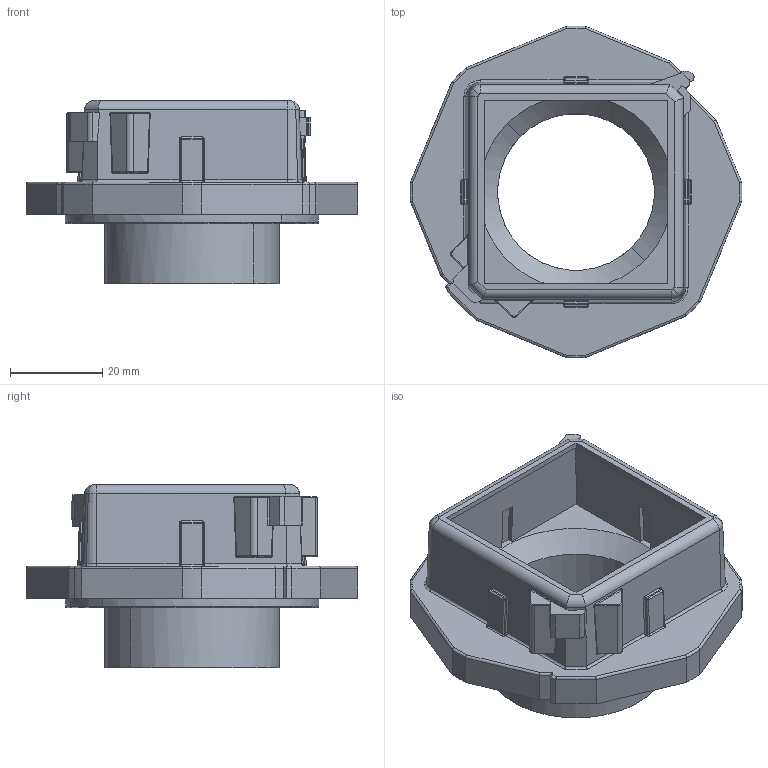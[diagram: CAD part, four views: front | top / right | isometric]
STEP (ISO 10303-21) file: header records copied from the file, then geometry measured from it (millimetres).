
FILE_DESCRIPTION(('CATIA V5 STEP Exchange','CAx-IF Rec.Pracs.--- Model Styling and Organization---1.4--- 2014-01-23'),'2;1');
FILE_NAME ('D1463366_0', '2019-02-06T10:56:59+00:00', ('none'), ('Weidmueller'), 'CATIA Version 5-6 Release 2016 SP3 HF44', 'CATIA V5 STEP AP214', 'none');
FILE_SCHEMA(('AUTOMOTIVE_DESIGN { 1 0 10303 214 1 1 1 1 }'));
Length unit declared in the file: millimetre
Products named in the file (1): 67135_OB_CABTITE_CGS_M40_BK
Bounding box: 71.99 x 71.99 x 39.7 mm (x, y, z)
Volume: 33014.4 mm3; surface area: 18067.4 mm2
Topology: 1 solids, 1 shells, 316 faces, 811 edges, 497 vertices
Faces by surface type: cylinder 129, plane 107, torus 34, bspline 24, sphere 14, cone 8
Entity records: 9965 total; most frequent: CARTESIAN_POINT 2834, ORIENTED_EDGE 1614, DIRECTION 1238, EDGE_CURVE 807, VERTEX_POINT 497, AXIS2_PLACEMENT_3D 486, VECTOR 462, LINE 462
